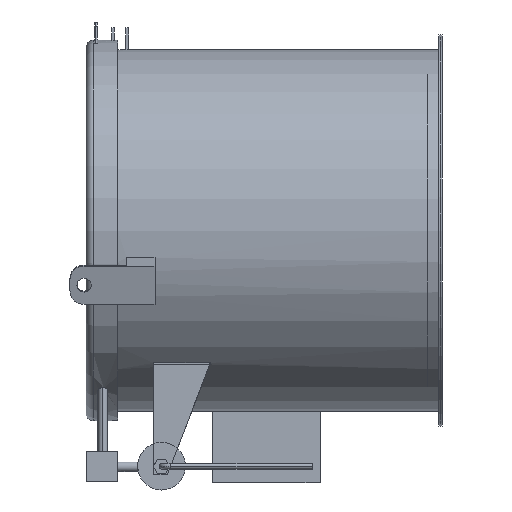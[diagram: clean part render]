
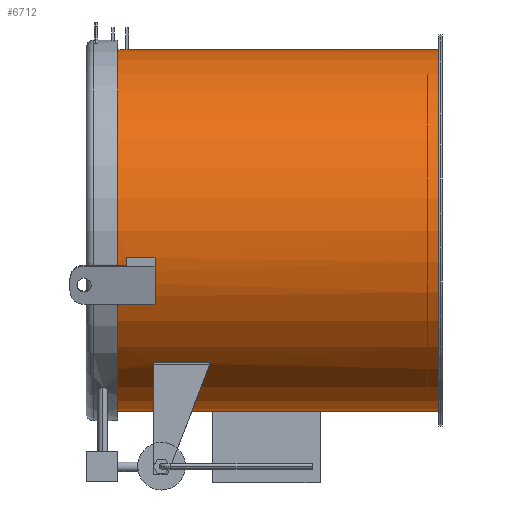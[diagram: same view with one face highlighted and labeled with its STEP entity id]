
A CAD part, left-side view. The second image highlights one B-rep face of the part: STEP entity #6712.
In plain terms, the highlighted cylindrical face has radius 638 mm (diameter 1276 mm), a partial arc.
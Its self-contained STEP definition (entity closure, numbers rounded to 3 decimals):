
#21 = EDGE_CURVE ( 'NONE', #3979, #8373, #6461, .T. ) ;
#28 = CARTESIAN_POINT ( 'NONE',  ( 0., 9.01, 0. ) ) ;
#166 = DIRECTION ( 'NONE',  ( 0., 0., 1. ) ) ;
#215 = ORIENTED_EDGE ( 'NONE', *, *, #6049, .F. ) ;
#382 = VECTOR ( 'NONE', #11952, 1000. ) ;
#460 = ORIENTED_EDGE ( 'NONE', *, *, #8520, .T. ) ;
#565 = CARTESIAN_POINT ( 'NONE',  ( 0., 9.01, -638. ) ) ;
#594 = EDGE_CURVE ( 'NONE', #4348, #1333, #6888, .T. ) ;
#610 = EDGE_LOOP ( 'NONE', ( #460, #12019, #9761, #2680, #7411 ) ) ;
#766 = DIRECTION ( 'NONE',  ( 0., 0., 1. ) ) ;
#842 = ORIENTED_EDGE ( 'NONE', *, *, #11323, .F. ) ;
#990 = CARTESIAN_POINT ( 'NONE',  ( 0., 1014.01, 0. ) ) ;
#1035 = CARTESIAN_POINT ( 'NONE',  ( -594.317, 1165.01, -232.016 ) ) ;
#1145 = CARTESIAN_POINT ( 'NONE',  ( -435., 1165.01, -466.711 ) ) ;
#1194 = LINE ( 'NONE', #5983, #8317 ) ;
#1206 = VERTEX_POINT ( 'NONE', #10754 ) ;
#1271 = DIRECTION ( 'NONE',  ( 0., -1., 0. ) ) ;
#1305 = ORIENTED_EDGE ( 'NONE', *, *, #8916, .F. ) ;
#1333 = VERTEX_POINT ( 'NONE', #8760 ) ;
#1764 = CARTESIAN_POINT ( 'NONE',  ( -25., 1112.01, 637.51 ) ) ;
#1776 = EDGE_CURVE ( 'NONE', #2386, #4970, #7903, .T. ) ;
#2228 = DIRECTION ( 'NONE',  ( 0., 0., 1. ) ) ;
#2386 = VERTEX_POINT ( 'NONE', #10662 ) ;
#2424 = CARTESIAN_POINT ( 'NONE',  ( -429., 814.01, -472.232 ) ) ;
#2594 = CARTESIAN_POINT ( 'NONE',  ( 0., 1165.01, 0. ) ) ;
#2595 = VECTOR ( 'NONE', #11160, 1000. ) ;
#2609 = DIRECTION ( 'NONE',  ( 0., -1., 0. ) ) ;
#2680 = ORIENTED_EDGE ( 'NONE', *, *, #10962, .T. ) ;
#2752 = AXIS2_PLACEMENT_3D ( 'NONE', #2594, #9988, #8910 ) ;
#2785 = LINE ( 'NONE', #1035, #3650 ) ;
#2812 = CARTESIAN_POINT ( 'NONE',  ( 0., 9.01, 638. ) ) ;
#2818 = CARTESIAN_POINT ( 'NONE',  ( 0., 1109.01, 0. ) ) ;
#2831 = DIRECTION ( 'NONE',  ( 0., 1., 0. ) ) ;
#3008 = ORIENTED_EDGE ( 'NONE', *, *, #9557, .F. ) ;
#3028 = EDGE_CURVE ( 'NONE', #7325, #8954, #8665, .T. ) ;
#3056 = CARTESIAN_POINT ( 'NONE',  ( -429., 1165.01, -472.232 ) ) ;
#3136 = CARTESIAN_POINT ( 'NONE',  ( -594.317, 1109.01, -232.016 ) ) ;
#3405 = DIRECTION ( 'NONE',  ( 0., -1., 0. ) ) ;
#3524 = CIRCLE ( 'NONE', #4535, 638. ) ;
#3634 = CARTESIAN_POINT ( 'NONE',  ( 0., 814.01, 0. ) ) ;
#3650 = VECTOR ( 'NONE', #10370, 1000. ) ;
#3979 = VERTEX_POINT ( 'NONE', #6082 ) ;
#4031 = DIRECTION ( 'NONE',  ( 0., 1., 0. ) ) ;
#4078 = EDGE_CURVE ( 'NONE', #5815, #6375, #9963, .T. ) ;
#4245 = LINE ( 'NONE', #7570, #10576 ) ;
#4294 = CARTESIAN_POINT ( 'NONE',  ( -630.614, 1165.01, -96.801 ) ) ;
#4348 = VERTEX_POINT ( 'NONE', #2424 ) ;
#4358 = EDGE_CURVE ( 'NONE', #5974, #5815, #5186, .T. ) ;
#4427 = DIRECTION ( 'NONE',  ( 0., 1., 0. ) ) ;
#4448 = AXIS2_PLACEMENT_3D ( 'NONE', #28, #9305, #4693 ) ;
#4535 = AXIS2_PLACEMENT_3D ( 'NONE', #990, #2831, #4787 ) ;
#4584 = VECTOR ( 'NONE', #5019, 1000. ) ;
#4693 = DIRECTION ( 'NONE',  ( 0., 0., 1. ) ) ;
#4744 = CARTESIAN_POINT ( 'NONE',  ( -630.614, 1109.01, -96.801 ) ) ;
#4787 = DIRECTION ( 'NONE',  ( 0., 0., -1. ) ) ;
#4853 = ORIENTED_EDGE ( 'NONE', *, *, #7648, .F. ) ;
#4970 = VERTEX_POINT ( 'NONE', #5629 ) ;
#5019 = DIRECTION ( 'NONE',  ( 0., 1., 0. ) ) ;
#5099 = AXIS2_PLACEMENT_3D ( 'NONE', #2818, #3405, #9854 ) ;
#5186 = LINE ( 'NONE', #4294, #6060 ) ;
#5629 = CARTESIAN_POINT ( 'NONE',  ( -435., 814.01, -466.711 ) ) ;
#5632 = DIRECTION ( 'NONE',  ( 0., 1., 0. ) ) ;
#5656 = AXIS2_PLACEMENT_3D ( 'NONE', #11474, #4031, #2228 ) ;
#5815 = VERTEX_POINT ( 'NONE', #4744 ) ;
#5974 = VERTEX_POINT ( 'NONE', #10568 ) ;
#5983 = CARTESIAN_POINT ( 'NONE',  ( 0., 1165.01, 638. ) ) ;
#6049 = EDGE_CURVE ( 'NONE', #3979, #10865, #6563, .T. ) ;
#6058 = CIRCLE ( 'NONE', #4448, 638. ) ;
#6060 = VECTOR ( 'NONE', #8815, 1000. ) ;
#6082 = CARTESIAN_POINT ( 'NONE',  ( 0., 1140.01, -638. ) ) ;
#6224 = CARTESIAN_POINT ( 'NONE',  ( 0., 1112.01, 638. ) ) ;
#6277 = FACE_BOUND ( 'NONE', #610, .T. ) ;
#6375 = VERTEX_POINT ( 'NONE', #3136 ) ;
#6461 = LINE ( 'NONE', #11242, #2595 ) ;
#6541 = FACE_OUTER_BOUND ( 'NONE', #6761, .T. ) ;
#6551 = EDGE_CURVE ( 'NONE', #10865, #9408, #1194, .T. ) ;
#6555 = CARTESIAN_POINT ( 'NONE',  ( 0., 1102.01, 0. ) ) ;
#6563 = CIRCLE ( 'NONE', #5656, 638. ) ;
#6574 = CARTESIAN_POINT ( 'NONE',  ( -594.317, 1009.01, -232.016 ) ) ;
#6712 = ADVANCED_FACE ( 'NONE', ( #6541, #6277, #8749 ), #6994, .T. ) ;
#6761 = EDGE_LOOP ( 'NONE', ( #11579, #215, #6983, #9468, #4853, #3008, #8185, #1305 ) ) ;
#6888 = LINE ( 'NONE', #3056, #4584 ) ;
#6932 = DIRECTION ( 'NONE',  ( 0., -1., 0. ) ) ;
#6983 = ORIENTED_EDGE ( 'NONE', *, *, #21, .T. ) ;
#6994 = CYLINDRICAL_SURFACE ( 'NONE', #2752, 638. ) ;
#7214 = CIRCLE ( 'NONE', #10342, 638. ) ;
#7246 = CIRCLE ( 'NONE', #9034, 638. ) ;
#7325 = VERTEX_POINT ( 'NONE', #1764 ) ;
#7376 = CIRCLE ( 'NONE', #10559, 638. ) ;
#7411 = ORIENTED_EDGE ( 'NONE', *, *, #1776, .T. ) ;
#7570 = CARTESIAN_POINT ( 'NONE',  ( -429., 1165.01, -472.232 ) ) ;
#7593 = VECTOR ( 'NONE', #7729, 1000. ) ;
#7648 = EDGE_CURVE ( 'NONE', #10147, #9024, #9160, .T. ) ;
#7725 = EDGE_LOOP ( 'NONE', ( #842, #11141, #10951, #8390 ) ) ;
#7729 = DIRECTION ( 'NONE',  ( 0., -1., 0. ) ) ;
#7903 = LINE ( 'NONE', #1145, #7593 ) ;
#8108 = CARTESIAN_POINT ( 'NONE',  ( 0., 1009.01, 0. ) ) ;
#8185 = ORIENTED_EDGE ( 'NONE', *, *, #3028, .F. ) ;
#8223 = CARTESIAN_POINT ( 'NONE',  ( -25., 1165.01, 637.51 ) ) ;
#8317 = VECTOR ( 'NONE', #6932, 1000. ) ;
#8318 = DIRECTION ( 'NONE',  ( 0., 0., -1. ) ) ;
#8373 = VERTEX_POINT ( 'NONE', #565 ) ;
#8390 = ORIENTED_EDGE ( 'NONE', *, *, #4358, .F. ) ;
#8394 = CIRCLE ( 'NONE', #10728, 638. ) ;
#8462 = CARTESIAN_POINT ( 'NONE',  ( 0., 1102.01, 638. ) ) ;
#8520 = EDGE_CURVE ( 'NONE', #4970, #4348, #7376, .T. ) ;
#8665 = LINE ( 'NONE', #8223, #382 ) ;
#8749 = FACE_BOUND ( 'NONE', #7725, .T. ) ;
#8760 = CARTESIAN_POINT ( 'NONE',  ( -429., 816.129, -472.232 ) ) ;
#8815 = DIRECTION ( 'NONE',  ( 0., 1., 0. ) ) ;
#8910 = DIRECTION ( 'NONE',  ( 0., 0., -1. ) ) ;
#8916 = EDGE_CURVE ( 'NONE', #9408, #7325, #8394, .T. ) ;
#8954 = VERTEX_POINT ( 'NONE', #10820 ) ;
#9013 = EDGE_CURVE ( 'NONE', #8373, #9024, #6058, .T. ) ;
#9024 = VERTEX_POINT ( 'NONE', #2812 ) ;
#9034 = AXIS2_PLACEMENT_3D ( 'NONE', #6555, #11963, #8318 ) ;
#9160 = LINE ( 'NONE', #10485, #11496 ) ;
#9305 = DIRECTION ( 'NONE',  ( 0., 1., 0. ) ) ;
#9408 = VERTEX_POINT ( 'NONE', #6224 ) ;
#9468 = ORIENTED_EDGE ( 'NONE', *, *, #9013, .T. ) ;
#9557 = EDGE_CURVE ( 'NONE', #8954, #10147, #7246, .T. ) ;
#9761 = ORIENTED_EDGE ( 'NONE', *, *, #11031, .T. ) ;
#9854 = DIRECTION ( 'NONE',  ( 0., 0., 1. ) ) ;
#9963 = CIRCLE ( 'NONE', #5099, 638. ) ;
#9972 = DIRECTION ( 'NONE',  ( 0., 0., -1. ) ) ;
#9988 = DIRECTION ( 'NONE',  ( 0., -1., 0. ) ) ;
#10147 = VERTEX_POINT ( 'NONE', #8462 ) ;
#10342 = AXIS2_PLACEMENT_3D ( 'NONE', #8108, #4427, #9972 ) ;
#10370 = DIRECTION ( 'NONE',  ( 0., -1., 0. ) ) ;
#10485 = CARTESIAN_POINT ( 'NONE',  ( 0., 1165.01, 638. ) ) ;
#10559 = AXIS2_PLACEMENT_3D ( 'NONE', #3634, #11258, #166 ) ;
#10568 = CARTESIAN_POINT ( 'NONE',  ( -630.614, 1009.01, -96.801 ) ) ;
#10576 = VECTOR ( 'NONE', #5632, 1000. ) ;
#10662 = CARTESIAN_POINT ( 'NONE',  ( -435., 1014.01, -466.711 ) ) ;
#10728 = AXIS2_PLACEMENT_3D ( 'NONE', #10961, #2609, #766 ) ;
#10754 = CARTESIAN_POINT ( 'NONE',  ( -429., 1014.01, -472.232 ) ) ;
#10820 = CARTESIAN_POINT ( 'NONE',  ( -25., 1102.01, 637.51 ) ) ;
#10865 = VERTEX_POINT ( 'NONE', #11914 ) ;
#10951 = ORIENTED_EDGE ( 'NONE', *, *, #4078, .F. ) ;
#10961 = CARTESIAN_POINT ( 'NONE',  ( 0., 1112.01, 0. ) ) ;
#10962 = EDGE_CURVE ( 'NONE', #1206, #2386, #3524, .T. ) ;
#10987 = EDGE_CURVE ( 'NONE', #6375, #11599, #2785, .T. ) ;
#11031 = EDGE_CURVE ( 'NONE', #1333, #1206, #4245, .T. ) ;
#11141 = ORIENTED_EDGE ( 'NONE', *, *, #10987, .F. ) ;
#11160 = DIRECTION ( 'NONE',  ( 0., -1., 0. ) ) ;
#11242 = CARTESIAN_POINT ( 'NONE',  ( 0., 1165.01, -638. ) ) ;
#11258 = DIRECTION ( 'NONE',  ( 0., -1., 0. ) ) ;
#11323 = EDGE_CURVE ( 'NONE', #11599, #5974, #7214, .T. ) ;
#11474 = CARTESIAN_POINT ( 'NONE',  ( 0., 1140.01, 0. ) ) ;
#11496 = VECTOR ( 'NONE', #1271, 1000. ) ;
#11579 = ORIENTED_EDGE ( 'NONE', *, *, #6551, .F. ) ;
#11599 = VERTEX_POINT ( 'NONE', #6574 ) ;
#11914 = CARTESIAN_POINT ( 'NONE',  ( 0., 1140.01, 638. ) ) ;
#11952 = DIRECTION ( 'NONE',  ( 0., -1., 0. ) ) ;
#11963 = DIRECTION ( 'NONE',  ( 0., 1., 0. ) ) ;
#12019 = ORIENTED_EDGE ( 'NONE', *, *, #594, .T. ) ;
